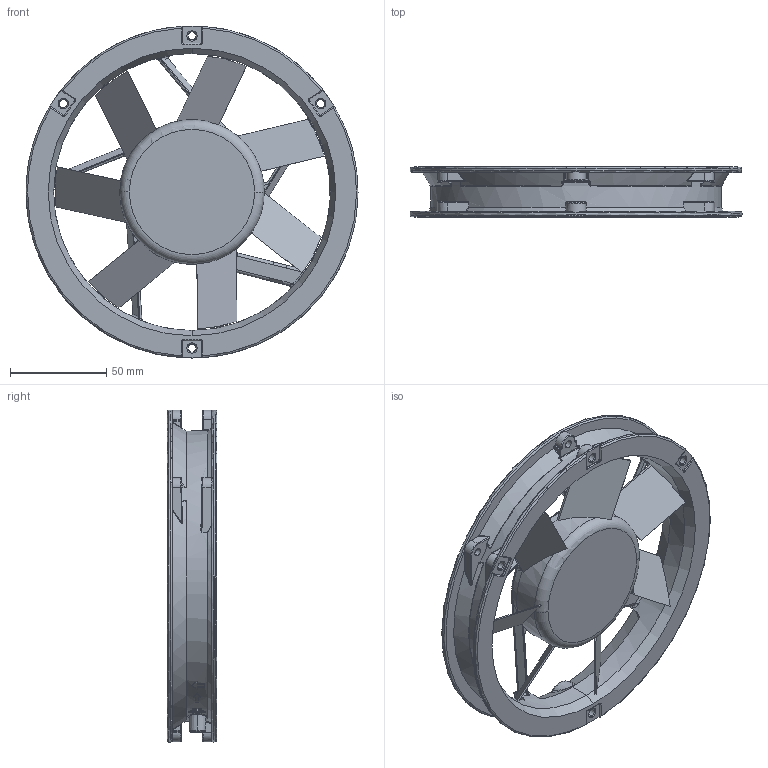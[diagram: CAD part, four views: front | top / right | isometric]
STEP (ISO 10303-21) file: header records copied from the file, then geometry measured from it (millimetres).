
FILE_DESCRIPTION((''),'2;1');
FILE_NAME('ASM0011_ASM','2011-06-02T',('chienpei.chen'),(''),'PRO/ENGINEER BY PARAMETRIC TECHNOLOGY CORPORATION, 2006460','PRO/ENGINEER BY PARAMETRIC TECHNOLOGY CORPORATION, 2006460','');
FILE_SCHEMA(('CONFIG_CONTROL_DESIGN'));
Products named in the file (3): 4100205800; PRT0003; ASM0011_ASM
Assembly tree (2 placements, depth 2):
  ASM0011_ASM
    4100205800
    PRT0003
Bounding box: 172.3 x 25.91 x 172.3 mm (x, y, z)
Volume: 83389.5 mm3; surface area: 89231.9 mm2
Topology: 1 solids, 2 shells, 1720 faces, 4832 edges, 3153 vertices
Faces by surface type: plane 981, cylinder 336, bspline 160, torus 114, cone 114, sphere 12, revolution 3
Entity records: 67047 total; most frequent: CARTESIAN_POINT 24480, ORIENTED_EDGE 9625, DIRECTION 7862, EDGE_CURVE 4818, VERTEX_POINT 3153, VECTOR 2733, LINE 2733, AXIS2_PLACEMENT_3D 2563
